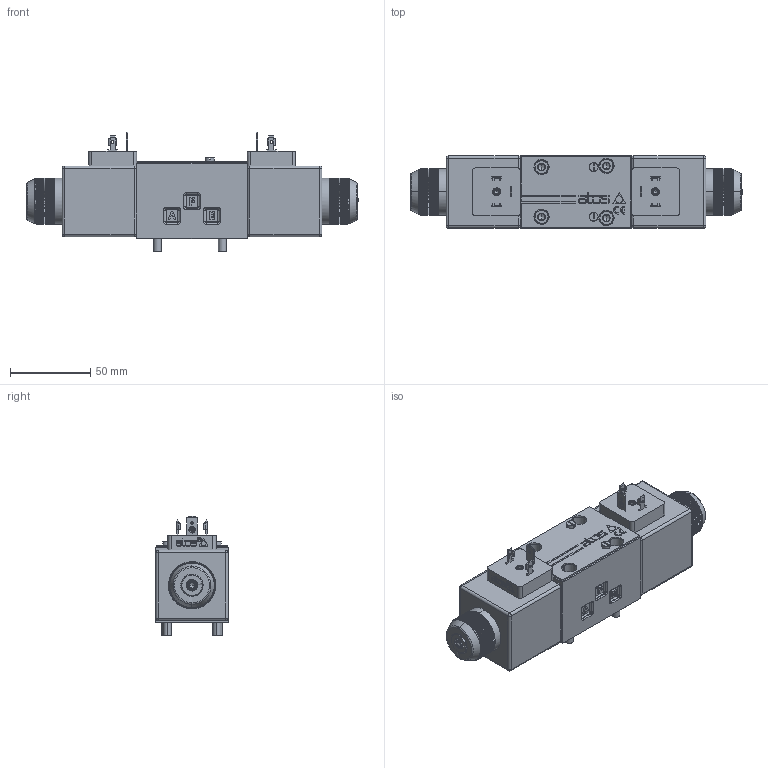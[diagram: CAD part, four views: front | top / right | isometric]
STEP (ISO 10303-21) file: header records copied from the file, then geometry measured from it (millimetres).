
FILE_DESCRIPTION(('STEP AP203'),'1');
FILE_NAME('DHE-07-X-AC-S20.stp','2022-01-05T11:00:16',(' '),(' '),'XStep 1.0',' ',' ');
FILE_SCHEMA(('CONFIG_CONTROL_DESIGN'));
Length unit declared in the file: millimetre
Bounding box: 207 x 45 x 74.6 mm (x, y, z)
Volume: 353617.3 mm3; surface area: 92174.1 mm2
Topology: 15 solids, 16 shells, 3097 faces, 7728 edges, 4704 vertices
Faces by surface type: plane 2010, cylinder 830, cone 161, torus 80, sphere 16
Entity records: 94832 total; most frequent: CARTESIAN_POINT 21077, ORIENTED_EDGE 15344, DIRECTION 15308, EDGE_CURVE 7672, AXIS2_PLACEMENT_3D 5577, VERTEX_POINT 4718, LINE 4154, VECTOR 4154
